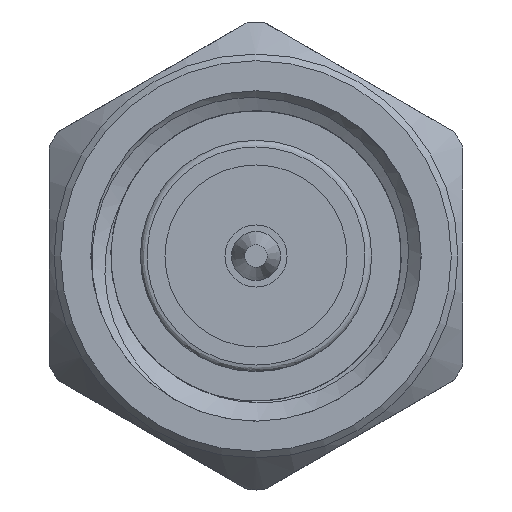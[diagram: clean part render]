
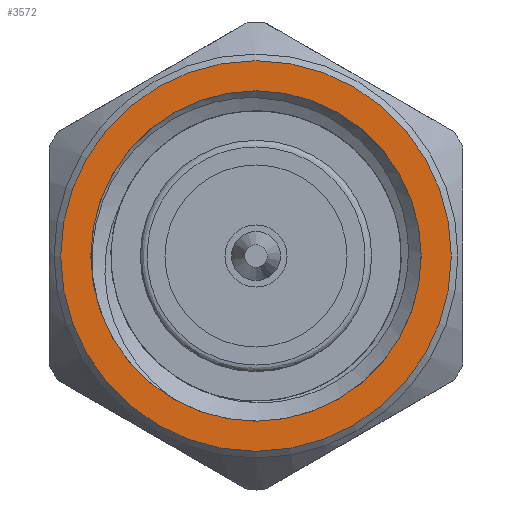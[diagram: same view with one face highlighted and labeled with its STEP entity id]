
A CAD part, left-side view. The second image highlights one B-rep face of the part: STEP entity #3572.
In plain terms, the highlighted planar face has unit normal (-1, 0, 0).
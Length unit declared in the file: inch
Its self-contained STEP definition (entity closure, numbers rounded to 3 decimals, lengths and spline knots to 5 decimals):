
#242 = AXIS2_PLACEMENT_3D ( 'NONE', #3794, #3255, #5858 ) ;
#379 = ORIENTED_EDGE ( 'NONE', *, *, #4068, .F. ) ;
#446 = EDGE_LOOP ( 'NONE', ( #3427 ) ) ;
#1206 = VERTEX_POINT ( 'NONE', #6338 ) ;
#1457 = PLANE ( 'NONE',  #3173 ) ;
#1709 = DIRECTION ( 'NONE',  ( 0., 0., 1. ) ) ;
#1748 = EDGE_LOOP ( 'NONE', ( #379 ) ) ;
#1962 = FACE_BOUND ( 'NONE', #446, .T. ) ;
#2301 = CIRCLE ( 'NONE', #242, 0.14779 ) ;
#3151 = CARTESIAN_POINT ( 'NONE',  ( 0., 0., 0. ) ) ;
#3173 = AXIS2_PLACEMENT_3D ( 'NONE', #3537, #5572, #6221 ) ;
#3255 = DIRECTION ( 'NONE',  ( 1., 0., 0. ) ) ;
#3427 = ORIENTED_EDGE ( 'NONE', *, *, #5090, .T. ) ;
#3537 = CARTESIAN_POINT ( 'NONE',  ( 0., 0., 0. ) ) ;
#3572 = ADVANCED_FACE ( 'NONE', ( #4547, #1962 ), #1457, .F. ) ;
#3794 = CARTESIAN_POINT ( 'NONE',  ( 0., 0., 0. ) ) ;
#4068 = EDGE_CURVE ( 'NONE', #1206, #1206, #2301, .T. ) ;
#4547 = FACE_OUTER_BOUND ( 'NONE', #1748, .T. ) ;
#4991 = CIRCLE ( 'NONE', #6171, 0.125 ) ;
#5090 = EDGE_CURVE ( 'NONE', #6405, #6405, #4991, .T. ) ;
#5380 = CARTESIAN_POINT ( 'NONE',  ( 0., 0., 0.125 ) ) ;
#5572 = DIRECTION ( 'NONE',  ( 1., 0., 0. ) ) ;
#5858 = DIRECTION ( 'NONE',  ( 0., 0., -1. ) ) ;
#6171 = AXIS2_PLACEMENT_3D ( 'NONE', #3151, #6275, #1709 ) ;
#6221 = DIRECTION ( 'NONE',  ( 0., 0., -1. ) ) ;
#6275 = DIRECTION ( 'NONE',  ( 1., 0., 0. ) ) ;
#6338 = CARTESIAN_POINT ( 'NONE',  ( 0., 0., -0.14779 ) ) ;
#6405 = VERTEX_POINT ( 'NONE', #5380 ) ;
